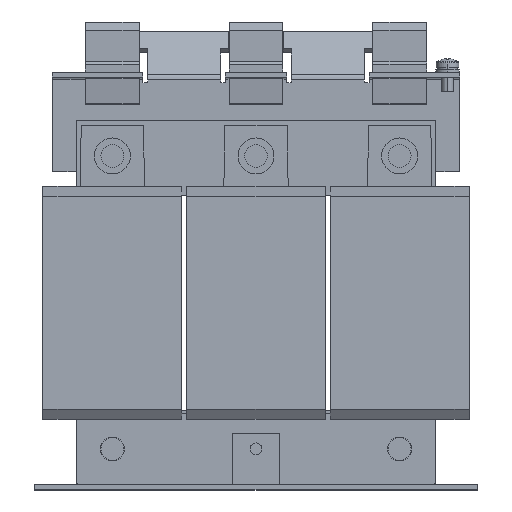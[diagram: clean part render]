
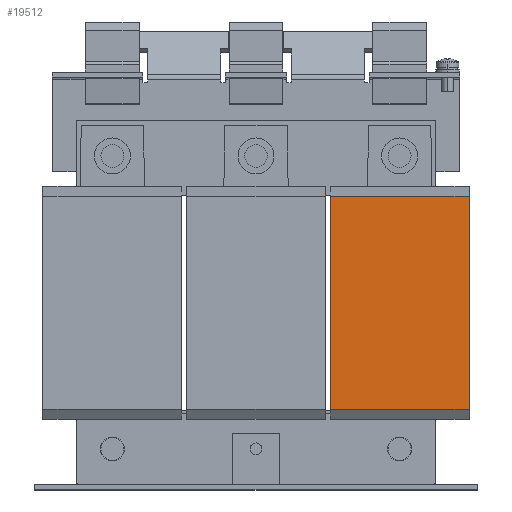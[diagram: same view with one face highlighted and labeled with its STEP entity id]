
A CAD part, top view. The second image highlights one B-rep face of the part: STEP entity #19512.
In plain terms, the highlighted planar face has unit normal (0, 0, 1).
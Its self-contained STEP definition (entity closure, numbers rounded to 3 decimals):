
#1685 = VERTEX_POINT ( 'NONE', #13291 ) ;
#1929 = CARTESIAN_POINT ( 'NONE',  ( 31., 0., 33.45 ) ) ;
#2369 = LINE ( 'NONE', #12885, #13715 ) ;
#3353 = CARTESIAN_POINT ( 'NONE',  ( 89., -44.5, 33.45 ) ) ;
#3570 = VERTEX_POINT ( 'NONE', #14476 ) ;
#3910 = CARTESIAN_POINT ( 'NONE',  ( 89., -44.5, 33.45 ) ) ;
#4567 = CARTESIAN_POINT ( 'NONE',  ( 89., -44.5, 33.45 ) ) ;
#5704 = AXIS2_PLACEMENT_3D ( 'NONE', #3910, #11744, #9669 ) ;
#6831 = VERTEX_POINT ( 'NONE', #4567 ) ;
#9095 = EDGE_CURVE ( 'NONE', #1685, #6831, #16887, .T. ) ;
#9509 = FACE_OUTER_BOUND ( 'NONE', #19620, .T. ) ;
#9669 = DIRECTION ( 'NONE',  ( 0., 1., 0. ) ) ;
#10612 = LINE ( 'NONE', #13062, #18630 ) ;
#10641 = VECTOR ( 'NONE', #23967, 1000. ) ;
#11277 = CARTESIAN_POINT ( 'NONE',  ( 89., 44.5, 33.45 ) ) ;
#11744 = DIRECTION ( 'NONE',  ( 0., 0., -1. ) ) ;
#12885 = CARTESIAN_POINT ( 'NONE',  ( 89., 44.5, 33.45 ) ) ;
#13062 = CARTESIAN_POINT ( 'NONE',  ( 89., 0., 33.45 ) ) ;
#13118 = ORIENTED_EDGE ( 'NONE', *, *, #21064, .T. ) ;
#13291 = CARTESIAN_POINT ( 'NONE',  ( 31., -44.5, 33.45 ) ) ;
#13715 = VECTOR ( 'NONE', #14785, 1000. ) ;
#13735 = ORIENTED_EDGE ( 'NONE', *, *, #14547, .T. ) ;
#14476 = CARTESIAN_POINT ( 'NONE',  ( 31., 44.5, 33.45 ) ) ;
#14547 = EDGE_CURVE ( 'NONE', #23109, #3570, #2369, .T. ) ;
#14785 = DIRECTION ( 'NONE',  ( -1., 0., 0. ) ) ;
#14950 = ORIENTED_EDGE ( 'NONE', *, *, #9095, .T. ) ;
#15269 = DIRECTION ( 'NONE',  ( 0., 1., 0. ) ) ;
#15271 = VECTOR ( 'NONE', #15269, 1000. ) ;
#16887 = LINE ( 'NONE', #3353, #10641 ) ;
#17297 = ORIENTED_EDGE ( 'NONE', *, *, #22751, .F. ) ;
#18630 = VECTOR ( 'NONE', #22614, 1000. ) ;
#19512 = ADVANCED_FACE ( 'NONE', ( #9509 ), #21206, .F. ) ;
#19620 = EDGE_LOOP ( 'NONE', ( #14950, #13118, #13735, #17297 ) ) ;
#21064 = EDGE_CURVE ( 'NONE', #6831, #23109, #10612, .T. ) ;
#21206 = PLANE ( 'NONE',  #5704 ) ;
#22614 = DIRECTION ( 'NONE',  ( 0., 1., 0. ) ) ;
#22751 = EDGE_CURVE ( 'NONE', #1685, #3570, #24155, .T. ) ;
#23109 = VERTEX_POINT ( 'NONE', #11277 ) ;
#23967 = DIRECTION ( 'NONE',  ( 1., 0., 0. ) ) ;
#24155 = LINE ( 'NONE', #1929, #15271 ) ;
